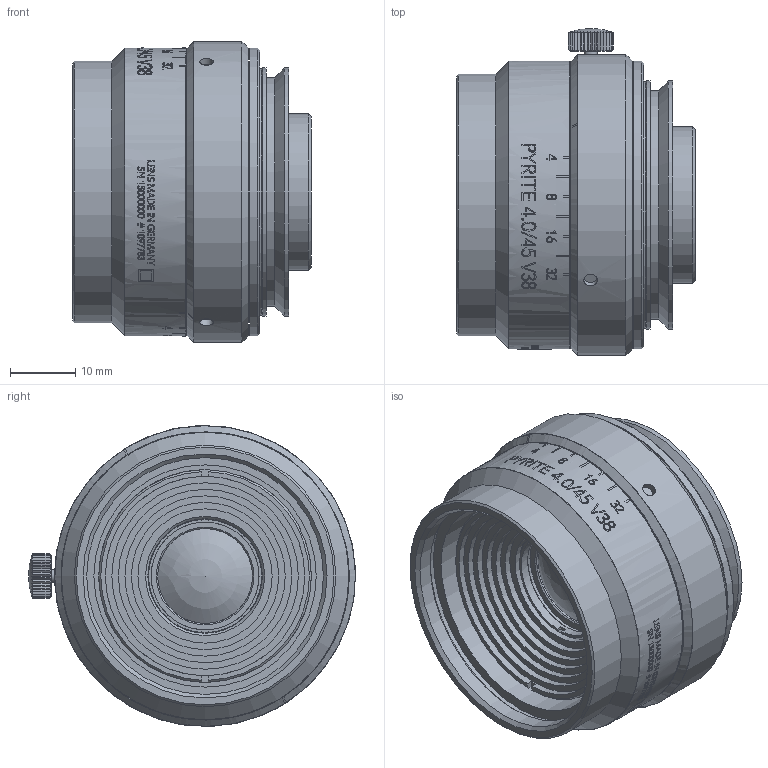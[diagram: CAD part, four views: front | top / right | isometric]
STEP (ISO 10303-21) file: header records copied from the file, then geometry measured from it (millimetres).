
FILE_DESCRIPTION(/* description */ (''),/* implementation_level */ '2;1');
FILE_NAME(/* name */ '1097783_00155130_002.stp',/* time_stamp */ '2021-11-09T09:22:02+01:00',/* author */ (''),/* organization */ (''),/* preprocessor_version */ 'ST-DEVELOPER v16',/* originating_system */ 'SIEMENS PLM Software NX 10.0',/* authorisation */ '');
FILE_SCHEMA (('AP203_CONFIGURATION_CONTROLLED_3D_DESIGN_OF_MECHANICAL_PARTS_AND_ASSEMBLIES_MIM_LF { 1 0 10303 403 2 1 2}'));
Length unit declared in the file: millimetre
Products named in the file (1): Froe55243C83akgi
Bounding box: 36.54 x 50 x 46.01 mm (x, y, z)
Volume: 37222.1 mm3; surface area: 15032.8 mm2
Topology: 1 solids, 6 shells, 392 faces, 1350 edges, 1117 vertices
Faces by surface type: cylinder 184, plane 170, cone 30, torus 5, sphere 3
Full cylindrical faces by diameter (mm): 1.7 x3, 1.9 x3, 2 x1, 2.05 x3, 2.7 x3, 14.5 x2, 16.5 x2, 17 x2, 17.3 x2, 17.5 x2, 18.2 x2, 20.524 x1, 22.524 x1, 22.6 x1, 24 x1, 24.518 x1, 26.512 x1, 28.506 x1, 30.5 x1, 32.5 x1, 33 x1, 34 x1, 35 x1, 36.2 x1, 37.3 x1, 38 x2, 39 x1, 39.5 x1, 40 x1, 44 x2
Entity records: 16913 total; most frequent: CARTESIAN_POINT 6536, ORIENTED_EDGE 2451, DIRECTION 1412, EDGE_CURVE 1245, VERTEX_POINT 1093, B_SPLINE_CURVE_WITH_KNOTS 783, EDGE_LOOP 629, AXIS2_PLACEMENT_3D 595
